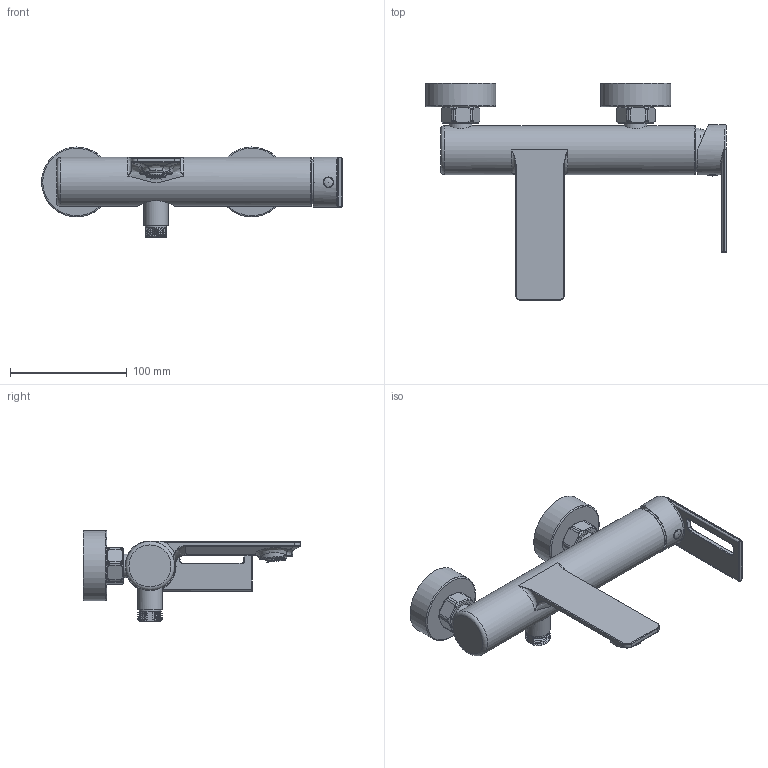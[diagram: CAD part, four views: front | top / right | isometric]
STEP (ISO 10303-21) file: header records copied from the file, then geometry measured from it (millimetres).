
FILE_DESCRIPTION(('HOOPS Exchange Step'),'2;1');
FILE_NAME('temp_export','2024-02-20T09:20:41+01:00',('CiBrutta'),('Shapr3D Limited'),'HOOPS Exchange 2023.2','Shapr3D','Authorized');
FILE_SCHEMA( ('AUTOMOTIVE_DESIGN { 1 0 10303 214 1 1 1 1 }') );
Length unit declared in the file: millimetre
Products named in the file (18): AOTT005C002; SPLMAC0001; ott1111.stp; TOM2C788654AYIV_1; TOM2C788654AYIV_3; TOM2C788654AYIV_5; TOM2C788654AYIV_6; TOM2C788654AYIV_7; DQ211; TOM2C788654AYIV_8; TOM2C788654AYIV_10; TOM2C788654AYIV_12; TOM2C788654AYIV_13; TOM2C788654AYIV_14; TOM2C788654AYIV_15; TOM2C788654AYIV; ary0021.stp; root
Assembly tree (17 placements, depth 4):
  root
    ott1111.stp
      AOTT005C002
      SPLMAC0001
    ary0021.stp
      TOM2C788654AYIV
        TOM2C788654AYIV_1
        TOM2C788654AYIV_3
        TOM2C788654AYIV_5
        TOM2C788654AYIV_6
        TOM2C788654AYIV_7
        DQ211
        TOM2C788654AYIV_8
        TOM2C788654AYIV_10
        TOM2C788654AYIV_12
        TOM2C788654AYIV_13
        TOM2C788654AYIV_14
        TOM2C788654AYIV_15
Bounding box: 257.83 x 186 x 77.26 mm (x, y, z)
Volume: 171166.6 mm3; surface area: 163258 mm2
Topology: 14 solids, 15 shells, 3283 faces, 8273 edges, 5485 vertices
Faces by surface type: plane 1991, cylinder 736, bspline 370, cone 91, torus 90, sphere 5
Full cylindrical faces by diameter (mm): 0.5 x317, 2 x1, 4.2 x1, 5 x3, 5.1 x1, 5.2 x2, 6 x2, 6.5 x1, 7 x2, 8 x1, 9 x2, 9.2 x3, 9.6 x2, 10.4 x4, 10.5 x1, 11.6 x1, 13.5 x1, 14 x1, 14.2 x1, 16 x4, 16.4 x1, 16.5 x4, 16.6 x1, 16.8 x4, 16.9 x1, 17.8 x1, 17.86 x1, 18 x4, 18.2 x1, 18.4 x2
Entity records: 191915 total; most frequent: CARTESIAN_POINT 117188, ORIENTED_EDGE 16390, DIRECTION 13168, EDGE_CURVE 8196, VERTEX_POINT 5485, VECTOR 4826, LINE 4826, AXIS2_PLACEMENT_3D 4171
